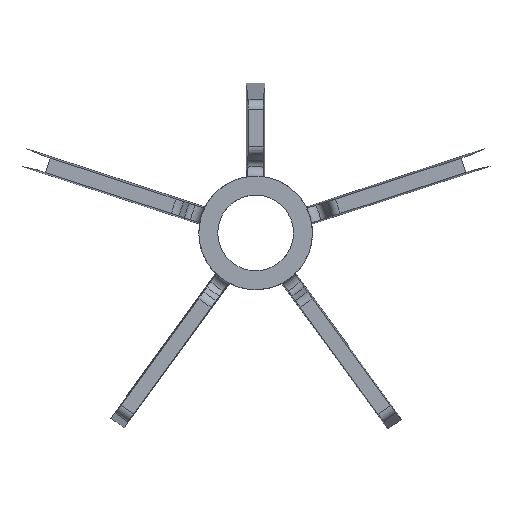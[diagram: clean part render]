
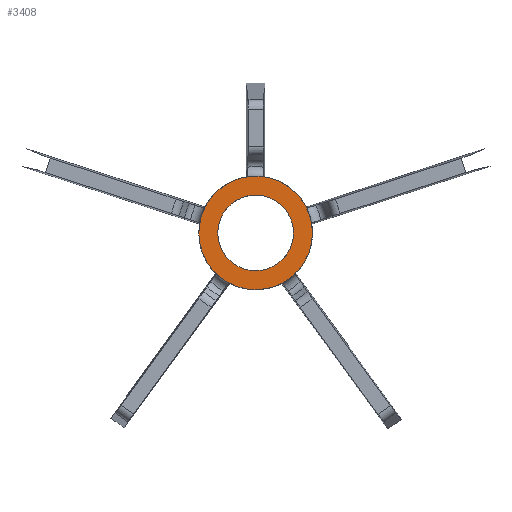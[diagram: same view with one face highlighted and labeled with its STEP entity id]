
A CAD part, front view. The second image highlights one B-rep face of the part: STEP entity #3408.
In plain terms, the highlighted planar face has unit normal (0, -1, 0).
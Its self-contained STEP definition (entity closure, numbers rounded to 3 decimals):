
#3408 = ADVANCED_FACE('',(#3409,#3450),#3424,.T.);
#3409 = FACE_BOUND('',#3410,.T.);
#3410 = EDGE_LOOP('',(#3411,#3435));
#3411 = ORIENTED_EDGE('',*,*,#3412,.T.);
#3412 = EDGE_CURVE('',#3413,#3415,#3417,.T.);
#3413 = VERTEX_POINT('',#3414);
#3414 = CARTESIAN_POINT('',(1317.744,-754.929,
    1544.572));
#3415 = VERTEX_POINT('',#3416);
#3416 = CARTESIAN_POINT('',(1311.78,-754.929,
    1545.038));
#3417 = SURFACE_CURVE('',#3418,(#3423),.PCURVE_S1.);
#3418 = CIRCLE('',#3419,3.);
#3419 = AXIS2_PLACEMENT_3D('',#3420,#3421,#3422);
#3420 = CARTESIAN_POINT('',(1314.744,-754.929,
    1544.572));
#3421 = DIRECTION('',(0.,-1.,0.));
#3422 = DIRECTION('',(1.,0.,0.));
#3423 = PCURVE('',#3424,#3429);
#3424 = PLANE('',#3425);
#3425 = AXIS2_PLACEMENT_3D('',#3426,#3427,#3428);
#3426 = CARTESIAN_POINT('',(1314.744,-754.929,
    1544.572));
#3427 = DIRECTION('',(0.,-1.,0.));
#3428 = DIRECTION('',(1.,0.,0.));
#3429 = DEFINITIONAL_REPRESENTATION('',(#3430),#3434);
#3430 = CIRCLE('',#3431,3.);
#3431 = AXIS2_PLACEMENT_2D('',#3432,#3433);
#3432 = CARTESIAN_POINT('',(0.,0.));
#3433 = DIRECTION('',(1.,0.));
#3434 = ( GEOMETRIC_REPRESENTATION_CONTEXT(2) 
PARAMETRIC_REPRESENTATION_CONTEXT() REPRESENTATION_CONTEXT('2D SPACE',''
  ) );
#3435 = ORIENTED_EDGE('',*,*,#3436,.T.);
#3436 = EDGE_CURVE('',#3415,#3413,#3437,.T.);
#3437 = SURFACE_CURVE('',#3438,(#3443),.PCURVE_S1.);
#3438 = CIRCLE('',#3439,3.);
#3439 = AXIS2_PLACEMENT_3D('',#3440,#3441,#3442);
#3440 = CARTESIAN_POINT('',(1314.744,-754.929,
    1544.572));
#3441 = DIRECTION('',(0.,-1.,0.));
#3442 = DIRECTION('',(1.,0.,0.));
#3443 = PCURVE('',#3424,#3444);
#3444 = DEFINITIONAL_REPRESENTATION('',(#3445),#3449);
#3445 = CIRCLE('',#3446,3.);
#3446 = AXIS2_PLACEMENT_2D('',#3447,#3448);
#3447 = CARTESIAN_POINT('',(0.,0.));
#3448 = DIRECTION('',(1.,0.));
#3449 = ( GEOMETRIC_REPRESENTATION_CONTEXT(2) 
PARAMETRIC_REPRESENTATION_CONTEXT() REPRESENTATION_CONTEXT('2D SPACE',''
  ) );
#3450 = FACE_BOUND('',#3451,.T.);
#3451 = EDGE_LOOP('',(#3452,#3471));
#3452 = ORIENTED_EDGE('',*,*,#3453,.F.);
#3453 = EDGE_CURVE('',#3454,#3456,#3458,.T.);
#3454 = VERTEX_POINT('',#3455);
#3455 = CARTESIAN_POINT('',(1316.744,-754.929,
    1544.572));
#3456 = VERTEX_POINT('',#3457);
#3457 = CARTESIAN_POINT('',(1312.744,-754.929,
    1544.572));
#3458 = SURFACE_CURVE('',#3459,(#3464),.PCURVE_S1.);
#3459 = CIRCLE('',#3460,2.);
#3460 = AXIS2_PLACEMENT_3D('',#3461,#3462,#3463);
#3461 = CARTESIAN_POINT('',(1314.744,-754.929,
    1544.572));
#3462 = DIRECTION('',(0.,-1.,0.));
#3463 = DIRECTION('',(1.,0.,0.));
#3464 = PCURVE('',#3424,#3465);
#3465 = DEFINITIONAL_REPRESENTATION('',(#3466),#3470);
#3466 = CIRCLE('',#3467,2.);
#3467 = AXIS2_PLACEMENT_2D('',#3468,#3469);
#3468 = CARTESIAN_POINT('',(0.,0.));
#3469 = DIRECTION('',(1.,0.));
#3470 = ( GEOMETRIC_REPRESENTATION_CONTEXT(2) 
PARAMETRIC_REPRESENTATION_CONTEXT() REPRESENTATION_CONTEXT('2D SPACE',''
  ) );
#3471 = ORIENTED_EDGE('',*,*,#3472,.F.);
#3472 = EDGE_CURVE('',#3456,#3454,#3473,.T.);
#3473 = SURFACE_CURVE('',#3474,(#3479),.PCURVE_S1.);
#3474 = CIRCLE('',#3475,2.);
#3475 = AXIS2_PLACEMENT_3D('',#3476,#3477,#3478);
#3476 = CARTESIAN_POINT('',(1314.744,-754.929,
    1544.572));
#3477 = DIRECTION('',(0.,-1.,0.));
#3478 = DIRECTION('',(1.,0.,0.));
#3479 = PCURVE('',#3424,#3480);
#3480 = DEFINITIONAL_REPRESENTATION('',(#3481),#3485);
#3481 = CIRCLE('',#3482,2.);
#3482 = AXIS2_PLACEMENT_2D('',#3483,#3484);
#3483 = CARTESIAN_POINT('',(0.,0.));
#3484 = DIRECTION('',(1.,0.));
#3485 = ( GEOMETRIC_REPRESENTATION_CONTEXT(2) 
PARAMETRIC_REPRESENTATION_CONTEXT() REPRESENTATION_CONTEXT('2D SPACE',''
  ) );
